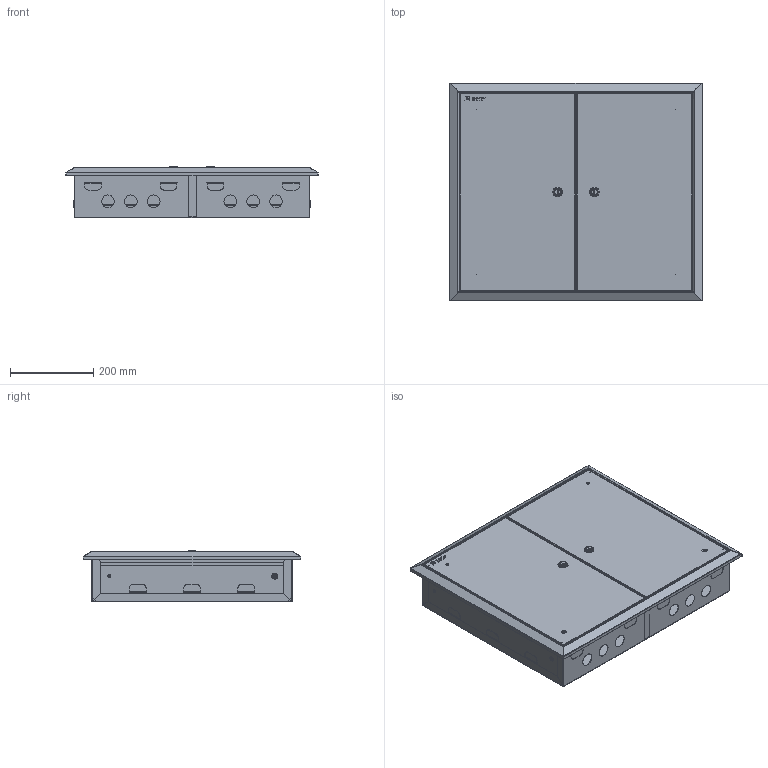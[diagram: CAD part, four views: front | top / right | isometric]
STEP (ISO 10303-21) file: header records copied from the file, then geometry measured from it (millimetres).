
FILE_DESCRIPTION (( 'STEP AP214' ), '1' );
FILE_NAME ('昈-1190.00.00.000 捘.STEP', '2017-09-11T13:31:56', ( 'admin' ), ( '' ), 'SwSTEP 2.0', 'SolidWorks 2017', '' );
FILE_SCHEMA (( 'AUTOMOTIVE_DESIGN' ));
Length unit declared in the file: millimetre
Products named in the file (41): 昈-1190.01.01.001; Çàìîê ïî÷òîâûé; Çåðêàëüíî îòðàçèòüÃàéêà; 昈-1190.01.00.001; Âíóòðåííåå òåëî çàìêà; Çåðêàëüíî îòðàçèòüÏðîêëàäêà ìåòàëëè÷åñêàÿ 2; Ãàéêà; 昈-1190.00.00.000 捘; Ïðîêëàäêà ìåòàëëè÷åñêàÿ 2; Çåðêàëüíî îòðàçèòüÏðîêëàäêà; pan head cross recess screw_din_ISO 7045 - M4 x 6 - Z --- 6N; Çåðêàëüíî îòðàçèòüßçû÷îê; Ïðîêëàäêà; Çåðêàëüíî îòðàçèòüÏðîêëàäêà ìåòàëëè÷åñêàÿ; Washer 6402_3_gost_丐ｩ｡ 2 6 ヮ葬 6402-70; Çåðêàëüíî îòðàçèòüÒåëî çàìêà; 哏铌; Çåðêàëüíî îòðàçèòüÇàêëåïêà öèëèíäðè÷åñêàÿ Ì4 ÑÒ-Á ñ âíóòðåííåé ðåçüáîé_Œ8; Ïðîêëàäêà ìåòàëëè÷åñêàÿ; Çåðêàëüíî îòðàçèòüØïèëüêà îìåäíåííàÿ Ì6õ12; Òåëî çàìêà; Çàêëåïêà öèëèíäðè÷åñêàÿ Ì4 ÑÒ-Á ñ âíóòðåííåé ðåçüáîé_Œ8; Çåðêàëüíî îòðàçèòüÌÈ-1190.02.00.001; 昈-1190.02.00.001; cross ph tapping 968_din_Screw DIN 968-ST4.2x13-C-H-N; 昈-1190.01.00.000 捘; pan head cross recess screw_din_DIN EN ISO 7045 - M4 x 16 - Z - 16N; 昈-1190.04.00.000 捘; hex flange nut_din_Hexagon Flange Nut DIN 6923 - M6 - N; 昈-1190.04.00.001; 昈-1190.03.00.000 捘; 呧蜦 3D; 昈-1190.01.01.000 捘; 昈-1190.03.00.001; Çåðêàëüíî îòðàçèòüÂíóòðåííåå òåëî çàìêà; Çåðêàëüíî îòðàçèòüÌÈ-1190.02.00.000 ÑÁ1; Øïèëüêà îìåäíåííàÿ Ì6õ12; DIN-謥濋趌L=260 洵; Çåðêàëüíî îòðàçèòüÇàìîê ïî÷òîâûé1; Êðîíøòåéí 40õ40 ...
Assembly tree (97 placements, depth 4):
  昈-1190.00.00.000 捘
    昈-1190.01.00.000 捘
      昈-1190.01.00.001
      昈-1190.01.01.000 捘  x2
        昈-1190.01.01.001
        Êðîíøòåéí 40õ40
        Øïèëüêà îìåäíåííàÿ Ì6õ12
      Êðîíøòåéí 40õ40  x8
      昈-1190.04.00.000 捘
        昈-1190.04.00.001
        Êðîíøòåéí 40õ40  x6
    昈-1190.02.00.000 捘
      昈-1190.02.00.001
      Øïèëüêà îìåäíåííàÿ Ì6õ12  x2
      Çàêëåïêà öèëèíäðè÷åñêàÿ Ì4 ÑÒ-Á ñ âíóòðåííåé ðåçüáîé_Œ8  x2
      Çàìîê ïî÷òîâûé
        Òåëî çàìêà
        Ïðîêëàäêà ìåòàëëè÷åñêàÿ
        哏铌
        Washer 6402_3_gost_丐ｩ｡ 2 6 ヮ葬 6402-70
        Ïðîêëàäêà
        pan head cross recess screw_din_ISO 7045 - M4 x 6 - Z --- 6N
        Ïðîêëàäêà ìåòàëëè÷åñêàÿ 2
        Ãàéêà
        Âíóòðåííåå òåëî çàìêà
    DIN-謥濋趌L=260 洵  x6
    昈-1190.03.00.000 捘  x2
      昈-1190.03.00.001
      Øïèëüêà îìåäíåííàÿ Ì6õ12
    hex flange nut_din_Hexagon Flange Nut DIN 6923 - M6 - N  x4
    pan head cross recess screw_din_DIN EN ISO 7045 - M4 x 16 - Z - 16N  x4
    cross ph tapping 968_din_Screw DIN 968-ST4.2x13-C-H-N  x20
    Çåðêàëüíî îòðàçèòüÌÈ-1190.02.00.000 ÑÁ1
      Çåðêàëüíî îòðàçèòüÌÈ-1190.02.00.001
      Çåðêàëüíî îòðàçèòüØïèëüêà îìåäíåííàÿ Ì6õ12  x2
      Çåðêàëüíî îòðàçèòüÇàêëåïêà öèëèíäðè÷åñêàÿ Ì4 ÑÒ-Á ñ âíóòðåííåé ðåçüáîé_Œ8  x2
      Çåðêàëüíî îòðàçèòüÇàìîê ïî÷òîâûé1
        Çåðêàëüíî îòðàçèòüÒåëî çàìêà
        Çåðêàëüíî îòðàçèòüÏðîêëàäêà ìåòàëëè÷åñêàÿ
        Çåðêàëüíî îòðàçèòüßçû÷îê
        Washer 6402_3_gost_丐ｩ｡ 2 6 ヮ葬 6402-70
        Çåðêàëüíî îòðàçèòüÏðîêëàäêà
        pan head cross recess screw_din_ISO 7045 - M4 x 6 - Z --- 6N
        Çåðêàëüíî îòðàçèòüÏðîêëàäêà ìåòàëëè÷åñêàÿ 2
        Çåðêàëüíî îòðàçèòüÃàéêà
        Çåðêàëüíî îòðàçèòüÂíóòðåííåå òåëî çàìêà
    呧蜦 3D
Bounding box: 605 x 520.01 x 124.2 mm (x, y, z)
Volume: 968162 mm3; surface area: 2627932.5 mm2
Topology: 102 solids, 102 shells, 3188 faces, 8020 edges, 5082 vertices
Faces by surface type: plane 1764, cylinder 864, bspline 288, cone 172, sphere 52, torus 48
Entity records: 45455 total; most frequent: CARTESIAN_POINT 14096, ORIENTED_EDGE 6036, DIRECTION 5696, EDGE_CURVE 3018, VECTOR 1974, LINE 1974, VERTEX_POINT 1899, AXIS2_PLACEMENT_3D 1861
